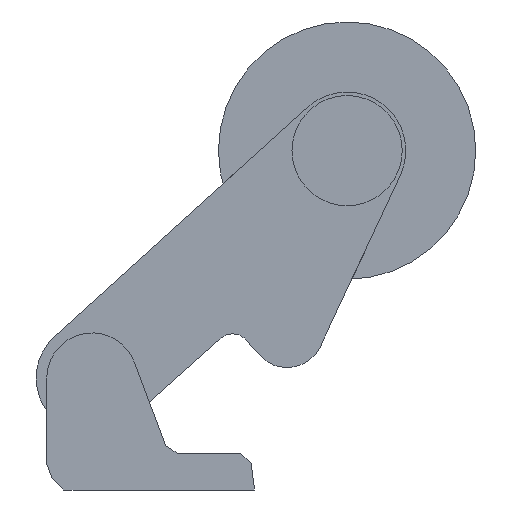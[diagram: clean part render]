
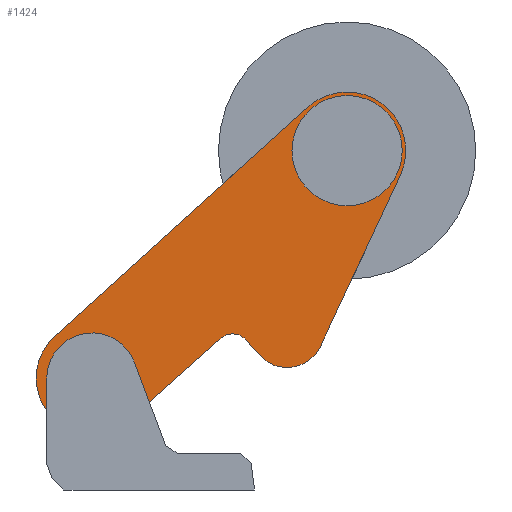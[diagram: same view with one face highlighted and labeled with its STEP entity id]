
A CAD part, front view. The second image highlights one B-rep face of the part: STEP entity #1424.
In plain terms, the highlighted planar face has unit normal (0, -1, 0).
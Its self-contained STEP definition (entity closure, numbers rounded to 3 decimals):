
#1115=CARTESIAN_POINT('',(18.298,1.8,17.111));
#1116=VERTEX_POINT('',#1115);
#1123=CARTESIAN_POINT('',(13.936,1.8,7.779));
#1124=VERTEX_POINT('',#1123);
#1125=CARTESIAN_POINT('',(18.298,1.8,17.111));
#1126=DIRECTION('',(-0.423,0.,-0.906));
#1127=VECTOR('',#1126,10.301);
#1128=LINE('',#1125,#1127);
#1129=EDGE_CURVE('',#1116,#1124,#1128,.T.);
#1162=CARTESIAN_POINT('',(13.261,1.8,20.828));
#1163=VERTEX_POINT('',#1162);
#1170=CARTESIAN_POINT('',(15.406,1.8,18.463));
#1171=DIRECTION('',(0.,1.0,0.));
#1172=DIRECTION('',(0.594,0.,0.805));
#1173=AXIS2_PLACEMENT_3D('',#1170,#1171,#1172);
#1174=CIRCLE('',#1173,3.193);
#1175=EDGE_CURVE('',#1163,#1116,#1174,.T.);
#1197=CARTESIAN_POINT('',(9.919,1.8,8.153));
#1198=VERTEX_POINT('',#1197);
#1205=CARTESIAN_POINT('',(8.425,1.8,8.153));
#1206=VERTEX_POINT('',#1205);
#1207=CARTESIAN_POINT('',(9.172,1.8,7.51));
#1208=DIRECTION('',(0.0,-1.0,0.0));
#1209=DIRECTION('',(0.0,0.0,1.0));
#1210=AXIS2_PLACEMENT_3D('',#1207,#1208,#1209);
#1211=CIRCLE('',#1210,0.986);
#1212=EDGE_CURVE('',#1198,#1206,#1211,.T.);
#1236=CARTESIAN_POINT('',(10.618,1.8,7.366));
#1237=VERTEX_POINT('',#1236);
#1244=CARTESIAN_POINT('',(10.618,1.8,7.366));
#1245=DIRECTION('',(-0.664,0.0,0.747));
#1246=VECTOR('',#1245,1.053);
#1247=LINE('',#1244,#1246);
#1248=EDGE_CURVE('',#1237,#1198,#1247,.T.);
#1267=CARTESIAN_POINT('',(12.141,1.8,8.67));
#1268=DIRECTION('',(0.,1.0,0.));
#1269=DIRECTION('',(0.123,0.,-0.992));
#1270=AXIS2_PLACEMENT_3D('',#1267,#1268,#1269);
#1271=CIRCLE('',#1270,2.004);
#1272=EDGE_CURVE('',#1124,#1237,#1271,.T.);
#1318=CARTESIAN_POINT('',(-0.506,1.8,8.344));
#1319=VERTEX_POINT('',#1318);
#1326=CARTESIAN_POINT('',(-0.506,1.8,8.344));
#1327=DIRECTION('',(0.741,0.,0.672));
#1328=VECTOR('',#1327,18.585);
#1329=LINE('',#1326,#1328);
#1330=EDGE_CURVE('',#1319,#1163,#1329,.T.);
#1352=CARTESIAN_POINT('',(3.546,1.8,3.815));
#1353=VERTEX_POINT('',#1352);
#1360=CARTESIAN_POINT('',(1.527,1.8,6.085));
#1361=DIRECTION('',(0.,1.0,0.));
#1362=DIRECTION('',(-0.745,0.,-0.667));
#1363=AXIS2_PLACEMENT_3D('',#1360,#1361,#1362);
#1364=CIRCLE('',#1363,3.039);
#1365=EDGE_CURVE('',#1353,#1319,#1364,.T.);
#1383=CARTESIAN_POINT('',(8.425,1.8,8.153));
#1384=DIRECTION('',(-0.747,0.,-0.664));
#1385=VECTOR('',#1384,6.529);
#1386=LINE('',#1383,#1385);
#1387=EDGE_CURVE('',#1206,#1353,#1386,.T.);
#1409=CARTESIAN_POINT('',(9.054,1.8,11.789));
#1410=DIRECTION('',(0.0,1.0,0.0));
#1411=DIRECTION('',(-1.0,0.0,0.0));
#1412=AXIS2_PLACEMENT_3D('',#1409,#1410,#1411);
#1413=PLANE('',#1412);
#1414=ORIENTED_EDGE('',*,*,#1387,.F.);
#1415=ORIENTED_EDGE('',*,*,#1212,.F.);
#1416=ORIENTED_EDGE('',*,*,#1248,.F.);
#1417=ORIENTED_EDGE('',*,*,#1272,.F.);
#1418=ORIENTED_EDGE('',*,*,#1129,.F.);
#1419=ORIENTED_EDGE('',*,*,#1175,.F.);
#1420=ORIENTED_EDGE('',*,*,#1330,.F.);
#1421=ORIENTED_EDGE('',*,*,#1365,.F.);
#1422=EDGE_LOOP('',(#1414,#1415,#1416,#1417,#1418,#1419,#1420,#1421));
#1423=FACE_OUTER_BOUND('',#1422,.T.);
#1424=ADVANCED_FACE('',(#1423),#1413,.F.);
